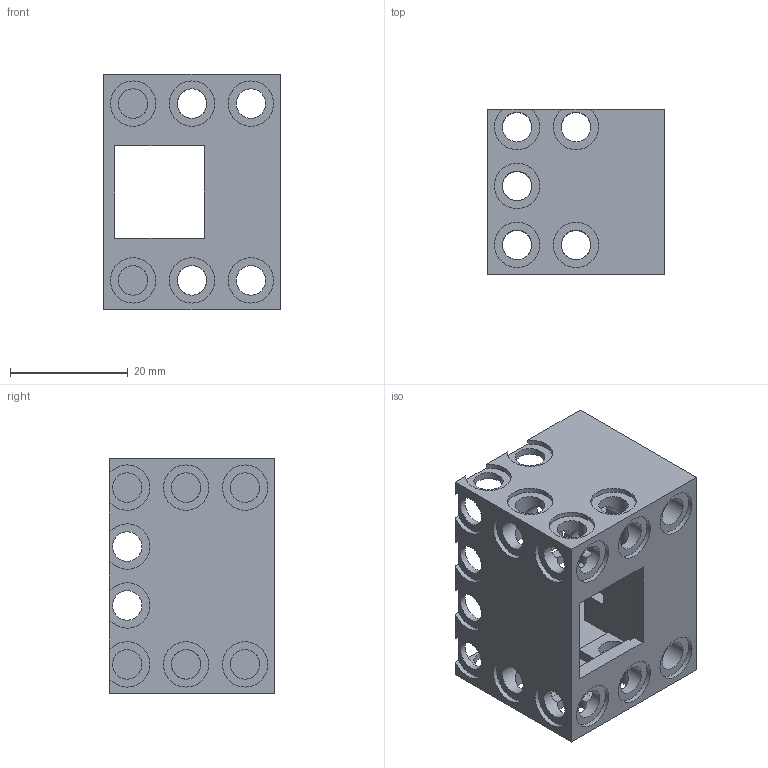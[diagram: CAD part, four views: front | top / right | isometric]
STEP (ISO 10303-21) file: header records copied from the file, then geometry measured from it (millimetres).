
FILE_DESCRIPTION(/* description */ (''),/* implementation_level */ '2;1');
FILE_NAME(/* name */ 'BUcA_1.stp',/* time_stamp */ '2019-03-13T13:15:53+01:00',/* author */ ('Varga Daniel'),/* organization */ (''),/* preprocessor_version */ 'ST-DEVELOPER v17.2',/* originating_system */ 'Autodesk Inventor 2019',/* authorisation */ '');
FILE_SCHEMA (('AUTOMOTIVE_DESIGN { 1 0 10303 214 3 1 1 }'));
Length unit declared in the file: millimetre
Products named in the file (1): Bumper_back
Bounding box: 30 x 28 x 40 mm (x, y, z)
Volume: 8757.4 mm3; surface area: 10193.5 mm2
Topology: 1 solids, 1 shells, 155 faces, 643 edges, 658 vertices
Faces by surface type: plane 93, cylinder 62
Full cylindrical faces by diameter (mm): 5 x38, 7.7 x16
Entity records: 6144 total; most frequent: CARTESIAN_POINT 1257, DIRECTION 974, ORIENTED_EDGE 886, EDGE_CURVE 443, AXIS2_PLACEMENT_3D 344, VERTEX_POINT 289, LINE 286, VECTOR 286
